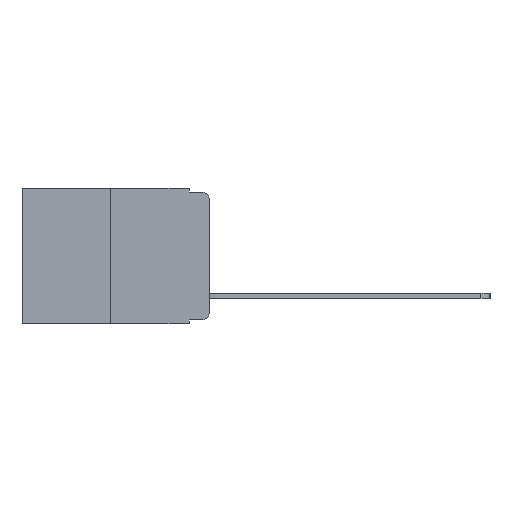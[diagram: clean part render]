
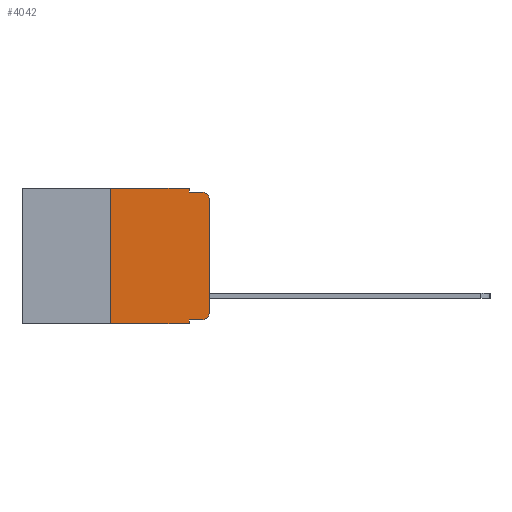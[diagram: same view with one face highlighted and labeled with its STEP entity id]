
A CAD part, left-side view. The second image highlights one B-rep face of the part: STEP entity #4042.
In plain terms, the highlighted planar face has unit normal (-1, 0, 0).
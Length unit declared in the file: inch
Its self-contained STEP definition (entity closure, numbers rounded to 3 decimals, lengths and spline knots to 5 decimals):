
#599 = VECTOR ( 'NONE', #20770, 39.37008 ) ;
#734 = EDGE_CURVE ( 'NONE', #11669, #19225, #1002, .T. ) ;
#832 = DIRECTION ( 'NONE',  ( 0., -1., 0. ) ) ;
#944 = CARTESIAN_POINT ( 'NONE',  ( 0., 0.051, 0. ) ) ;
#1002 = LINE ( 'NONE', #7461, #17716 ) ;
#1698 = VECTOR ( 'NONE', #16934, 39.37008 ) ;
#2146 = CARTESIAN_POINT ( 'NONE',  ( 0., 0.473, 0. ) ) ;
#2253 = LINE ( 'NONE', #20045, #1698 ) ;
#2569 = CARTESIAN_POINT ( 'NONE',  ( 0., 0.02, -0.313 ) ) ;
#2610 = VERTEX_POINT ( 'NONE', #11672 ) ;
#2856 = VERTEX_POINT ( 'NONE', #15524 ) ;
#3012 = CIRCLE ( 'NONE', #3615, 0.02 ) ;
#3117 = DIRECTION ( 'NONE',  ( 0., -1., 0. ) ) ;
#3230 = LINE ( 'NONE', #9142, #15562 ) ;
#3258 = ORIENTED_EDGE ( 'NONE', *, *, #18132, .T. ) ;
#3615 = AXIS2_PLACEMENT_3D ( 'NONE', #15079, #5501, #16607 ) ;
#3636 = CARTESIAN_POINT ( 'NONE',  ( 0., 0.25, 0. ) ) ;
#3774 = ORIENTED_EDGE ( 'NONE', *, *, #14925, .F. ) ;
#3784 = VECTOR ( 'NONE', #3117, 39.37008 ) ;
#4042 = ADVANCED_FACE ( 'NONE', ( #18522 ), #8897, .F. ) ;
#4162 = DIRECTION ( 'NONE',  ( 0., 0., -1. ) ) ;
#4293 = DIRECTION ( 'NONE',  ( 0., 0., -1. ) ) ;
#4331 = EDGE_LOOP ( 'NONE', ( #18698, #6642, #3774, #7981, #15068, #13212, #17750, #5602, #3258, #20640 ) ) ;
#4726 = CARTESIAN_POINT ( 'NONE',  ( 0., 0.25, 0. ) ) ;
#4774 = CARTESIAN_POINT ( 'NONE',  ( 0., 0.051, -0.343 ) ) ;
#5150 = LINE ( 'NONE', #11589, #599 ) ;
#5501 = DIRECTION ( 'NONE',  ( -1., 0., 0. ) ) ;
#5562 = DIRECTION ( 'NONE',  ( 1., 0., 0. ) ) ;
#5602 = ORIENTED_EDGE ( 'NONE', *, *, #734, .F. ) ;
#6064 = VERTEX_POINT ( 'NONE', #7142 ) ;
#6611 = CARTESIAN_POINT ( 'NONE',  ( 0., 0.25, -0.343 ) ) ;
#6632 = VERTEX_POINT ( 'NONE', #4726 ) ;
#6642 = ORIENTED_EDGE ( 'NONE', *, *, #17120, .T. ) ;
#7142 = CARTESIAN_POINT ( 'NONE',  ( 0., 0., -0.313 ) ) ;
#7335 = CARTESIAN_POINT ( 'NONE',  ( 0., 0.051, -0.01 ) ) ;
#7461 = CARTESIAN_POINT ( 'NONE',  ( 0., 0.051, 0. ) ) ;
#7981 = ORIENTED_EDGE ( 'NONE', *, *, #19034, .F. ) ;
#8173 = EDGE_CURVE ( 'NONE', #19293, #6632, #18953, .T. ) ;
#8291 = CARTESIAN_POINT ( 'NONE',  ( 0., 0., -0.03 ) ) ;
#8307 = EDGE_CURVE ( 'NONE', #6064, #15251, #3230, .T. ) ;
#8897 = PLANE ( 'NONE',  #18877 ) ;
#9142 = CARTESIAN_POINT ( 'NONE',  ( 0., 0., 0. ) ) ;
#9517 = AXIS2_PLACEMENT_3D ( 'NONE', #2569, #13983, #4293 ) ;
#9718 = EDGE_CURVE ( 'NONE', #19293, #19225, #5150, .T. ) ;
#10720 = DIRECTION ( 'NONE',  ( 0., 0., 1. ) ) ;
#10890 = CARTESIAN_POINT ( 'NONE',  ( 0., 0.051, -0.333 ) ) ;
#11375 = CARTESIAN_POINT ( 'NONE',  ( 0., 0.473, 0. ) ) ;
#11589 = CARTESIAN_POINT ( 'NONE',  ( 0., 0.473, -0.343 ) ) ;
#11669 = VERTEX_POINT ( 'NONE', #16931 ) ;
#11672 = CARTESIAN_POINT ( 'NONE',  ( 0., 0.051, 0. ) ) ;
#13212 = ORIENTED_EDGE ( 'NONE', *, *, #8173, .F. ) ;
#13217 = LINE ( 'NONE', #10890, #19920 ) ;
#13983 = DIRECTION ( 'NONE',  ( -1., 0., 0. ) ) ;
#14610 = VECTOR ( 'NONE', #17099, 39.37008 ) ;
#14787 = CARTESIAN_POINT ( 'NONE',  ( 0., 0.02, -0.01 ) ) ;
#14925 = EDGE_CURVE ( 'NONE', #17978, #18600, #2253, .T. ) ;
#14986 = DIRECTION ( 'NONE',  ( 0., 0., 1. ) ) ;
#15068 = ORIENTED_EDGE ( 'NONE', *, *, #18373, .F. ) ;
#15079 = CARTESIAN_POINT ( 'NONE',  ( 0., 0.02, -0.03 ) ) ;
#15251 = VERTEX_POINT ( 'NONE', #8291 ) ;
#15524 = CARTESIAN_POINT ( 'NONE',  ( 0., 0.02, -0.333 ) ) ;
#15562 = VECTOR ( 'NONE', #10720, 39.37008 ) ;
#16525 = LINE ( 'NONE', #11375, #3784 ) ;
#16607 = DIRECTION ( 'NONE',  ( 0., 0., -1. ) ) ;
#16662 = DIRECTION ( 'NONE',  ( 0., 0., -1. ) ) ;
#16931 = CARTESIAN_POINT ( 'NONE',  ( 0., 0.051, -0.333 ) ) ;
#16934 = DIRECTION ( 'NONE',  ( 0., -1., 0. ) ) ;
#16987 = CIRCLE ( 'NONE', #9517, 0.02 ) ;
#17099 = DIRECTION ( 'NONE',  ( 0., 0., -1. ) ) ;
#17120 = EDGE_CURVE ( 'NONE', #15251, #18600, #3012, .T. ) ;
#17716 = VECTOR ( 'NONE', #4162, 39.37008 ) ;
#17750 = ORIENTED_EDGE ( 'NONE', *, *, #9718, .T. ) ;
#17978 = VERTEX_POINT ( 'NONE', #7335 ) ;
#18132 = EDGE_CURVE ( 'NONE', #11669, #2856, #13217, .T. ) ;
#18373 = EDGE_CURVE ( 'NONE', #6632, #2610, #16525, .T. ) ;
#18460 = VECTOR ( 'NONE', #14986, 39.37008 ) ;
#18522 = FACE_OUTER_BOUND ( 'NONE', #4331, .T. ) ;
#18600 = VERTEX_POINT ( 'NONE', #14787 ) ;
#18683 = LINE ( 'NONE', #944, #14610 ) ;
#18698 = ORIENTED_EDGE ( 'NONE', *, *, #8307, .T. ) ;
#18877 = AXIS2_PLACEMENT_3D ( 'NONE', #2146, #5562, #16662 ) ;
#18953 = LINE ( 'NONE', #3636, #18460 ) ;
#18968 = EDGE_CURVE ( 'NONE', #2856, #6064, #16987, .T. ) ;
#19034 = EDGE_CURVE ( 'NONE', #2610, #17978, #18683, .T. ) ;
#19225 = VERTEX_POINT ( 'NONE', #4774 ) ;
#19293 = VERTEX_POINT ( 'NONE', #6611 ) ;
#19920 = VECTOR ( 'NONE', #832, 39.37008 ) ;
#20045 = CARTESIAN_POINT ( 'NONE',  ( 0., 0.051, -0.01 ) ) ;
#20640 = ORIENTED_EDGE ( 'NONE', *, *, #18968, .T. ) ;
#20770 = DIRECTION ( 'NONE',  ( 0., -1., 0. ) ) ;
